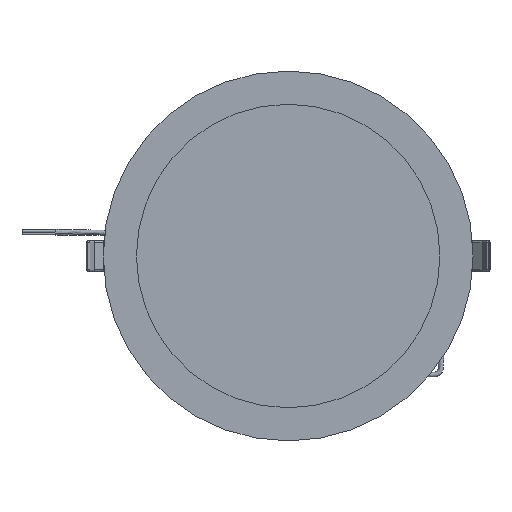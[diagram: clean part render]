
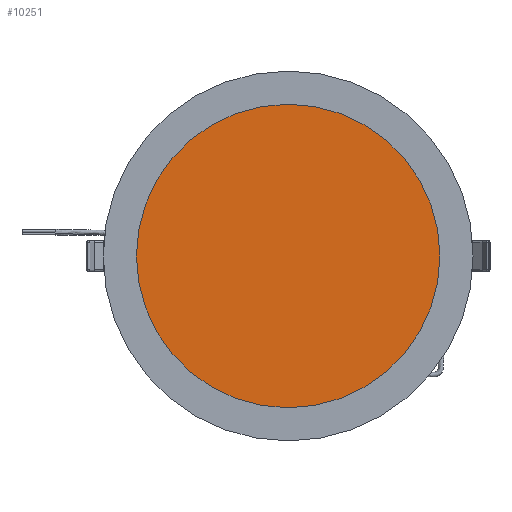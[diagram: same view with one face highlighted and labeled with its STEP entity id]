
A CAD part, front view. The second image highlights one B-rep face of the part: STEP entity #10251.
In plain terms, the highlighted planar face has unit normal (0, -1, 0).
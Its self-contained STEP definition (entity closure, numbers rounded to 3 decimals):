
#2287 = AXIS2_PLACEMENT_3D ( 'NONE', #3709, #10030, #4635 ) ;
#2535 = CIRCLE ( 'NONE', #2287, 91.5 ) ;
#3450 = EDGE_CURVE ( 'NONE', #4002, #4002, #2535, .T. ) ;
#3512 = CARTESIAN_POINT ( 'NONE',  ( 0., 2., -91.5 ) ) ;
#3709 = CARTESIAN_POINT ( 'NONE',  ( 0., 2., 0. ) ) ;
#4002 = VERTEX_POINT ( 'NONE', #3512 ) ;
#4635 = DIRECTION ( 'NONE',  ( 0., 0., -1. ) ) ;
#5013 = CARTESIAN_POINT ( 'NONE',  ( 0., 2., 0. ) ) ;
#5053 = DIRECTION ( 'NONE',  ( 0., -1., 0. ) ) ;
#7575 = EDGE_LOOP ( 'NONE', ( #7779 ) ) ;
#7779 = ORIENTED_EDGE ( 'NONE', *, *, #3450, .T. ) ;
#8036 = AXIS2_PLACEMENT_3D ( 'NONE', #5013, #5053, #11278 ) ;
#8645 = PLANE ( 'NONE',  #8036 ) ;
#9598 = FACE_OUTER_BOUND ( 'NONE', #7575, .T. ) ;
#10030 = DIRECTION ( 'NONE',  ( 0., -1., 0. ) ) ;
#10251 = ADVANCED_FACE ( 'NONE', ( #9598 ), #8645, .T. ) ;
#11278 = DIRECTION ( 'NONE',  ( 0., 0., -1. ) ) ;
